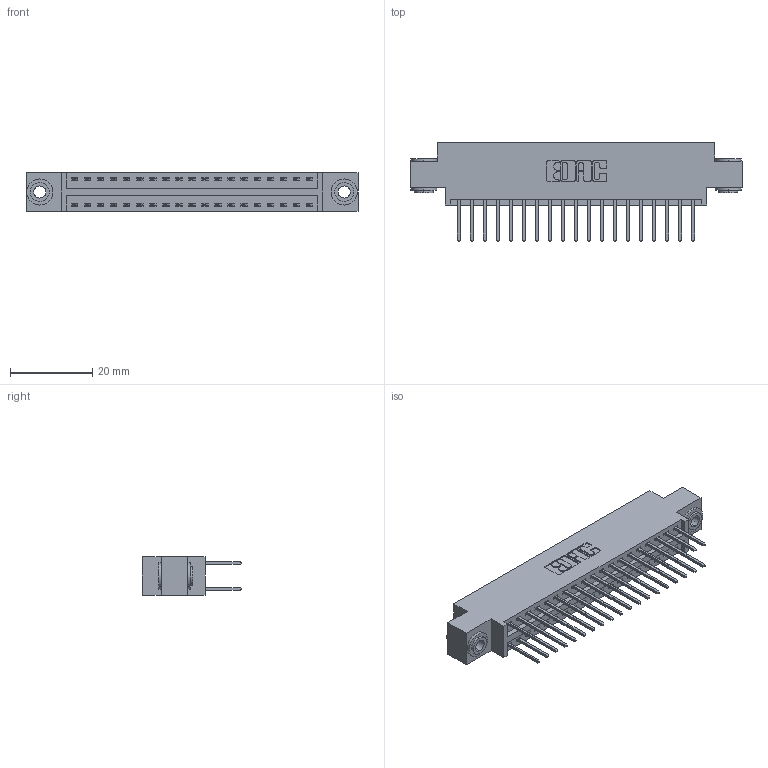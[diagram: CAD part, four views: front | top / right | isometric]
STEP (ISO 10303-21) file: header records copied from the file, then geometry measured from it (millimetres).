
FILE_DESCRIPTION (( 'STEP AP203' ), '1' );
FILE_NAME ('346-038-526-803.STEP', '2022-05-19T23:34:39', ( '' ), ( '' ), 'SwSTEP 2.0', 'SolidWorks 2020', '' );
FILE_SCHEMA (( 'CONFIG_CONTROL_DESIGN' ));
Length unit declared in the file: inch
Products named in the file (4): 345-292-001_345-293-126; 345-250-002_345-250-002-102; 346 Part_0.170 Offset - 0.156 Dia-TH; 346-038-526-803
Assembly tree (41 placements, depth 2):
  346-038-526-803
    346 Part_0.170 Offset - 0.156 Dia-TH
    345-292-001_345-293-126  x38
    345-250-002_345-250-002-102  x2
Bounding box: 80.9 x 24.13 x 9.4 mm (x, y, z)
Volume: 7619 mm3; surface area: 10818.6 mm2
Topology: 41 solids, 41 shells, 2154 faces, 6343 edges, 4174 vertices
Faces by surface type: plane 1434, cylinder 712, cone 8
Entity records: 16712 total; most frequent: CARTESIAN_POINT 2769, ORIENTED_EDGE 2694, DIRECTION 2521, EDGE_CURVE 1347, VECTOR 1115, LINE 1115, VERTEX_POINT 894, AXIS2_PLACEMENT_3D 703
